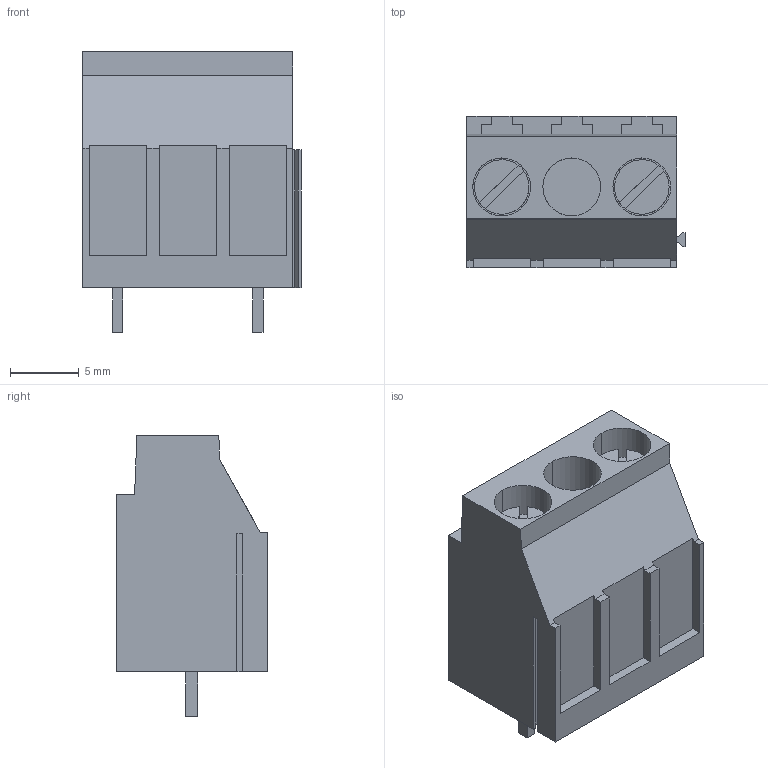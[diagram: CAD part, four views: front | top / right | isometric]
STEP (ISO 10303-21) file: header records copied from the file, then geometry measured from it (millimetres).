
FILE_DESCRIPTION(('CATIA V5 STEP Exchange','CAx-IF Rec.Pracs.--- Model Styling and Organization---1.4--- 2014-01-23'),'2;1');
FILE_NAME ('170906-2_0_2613350000_2613350000.stp','2019-10-16T14:46:17+00:00',('none'),('Weidmueller'),'CATIA Version 5-6 Release 2016 SP3 HF44','CATIA V5 STEP AP214','none');
FILE_SCHEMA(('AUTOMOTIVE_DESIGN { 1 0 10303 214 1 1 1 1 }'));
Length unit declared in the file: millimetre
Products named in the file (1): 2613350000
Bounding box: 15.85 x 11 x 20.37 mm (x, y, z)
Volume: 2005.2 mm3; surface area: 1940.9 mm2
Topology: 5 solids, 5 shells, 203 faces, 538 edges, 354 vertices
Faces by surface type: plane 189, cylinder 10, extrusion 4
Entity records: 6270 total; most frequent: CARTESIAN_POINT 1195, ORIENTED_EDGE 1076, DIRECTION 868, EDGE_CURVE 538, VECTOR 503, LINE 499, VERTEX_POINT 354, EDGE_LOOP 212
